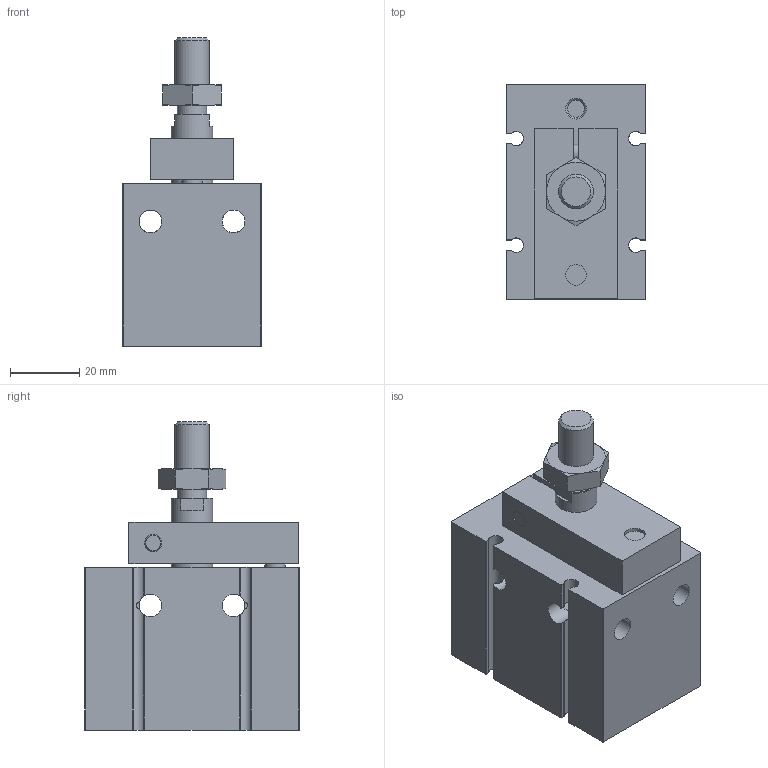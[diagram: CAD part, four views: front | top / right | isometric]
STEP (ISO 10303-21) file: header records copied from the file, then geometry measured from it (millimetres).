
FILE_DESCRIPTION( ( 'STEP AP203' ), '1' );
FILE_NAME( 'EUK32X5-0()(0).stp', '2021-10-12T02:21:54', ( 'License CC BY-ND 4.0' ), ( 'CADENAS' ), ' ', 'PARTsolutions', ' ' );
FILE_SCHEMA( ( 'CONFIG_CONTROL_DESIGN' ) );
Length unit declared in the file: millimetre
Products named in the file (3): EUK32X5-0()(0); _EUK32X5-0()(0-BODY); _EUK32X5-0(0-ROD)
Assembly tree (2 placements, depth 2):
  EUK32X5-0()(0)
    _EUK32X5-0()(0-BODY)
    _EUK32X5-0(0-ROD)
Bounding box: 40 x 62 x 89 mm (x, y, z)
Volume: 119941.3 mm3; surface area: 33014.9 mm2
Topology: 2 solids, 2 shells, 158 faces, 401 edges, 259 vertices
Faces by surface type: cylinder 70, plane 69, cone 19
Full cylindrical faces by diameter (mm): 4.134 x2, 4.917 x3, 5 x2, 6 x2, 6.6 x8, 8.466 x1, 9 x1, 9.5 x1, 10 x1, 11 x2, 12 x2, 32 x2
Entity records: 5316 total; most frequent: CARTESIAN_POINT 1555, DIRECTION 744, ORIENTED_EDGE 724, EDGE_CURVE 362, AXIS2_PLACEMENT_3D 291, VERTEX_POINT 252, EDGE_LOOP 220, FACE_OUTER_BOUND 185
